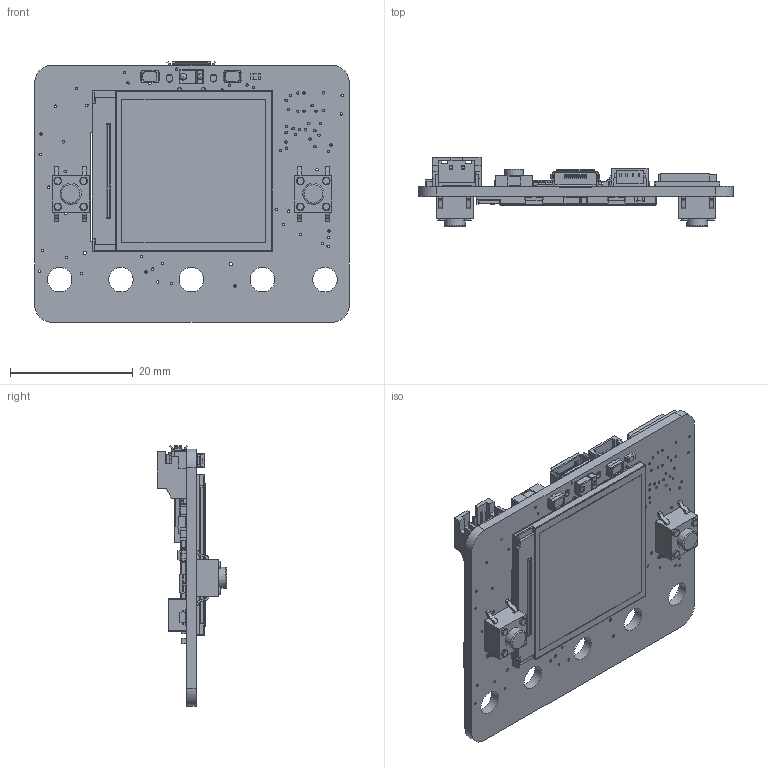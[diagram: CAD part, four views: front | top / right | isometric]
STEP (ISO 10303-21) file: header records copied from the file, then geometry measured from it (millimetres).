
FILE_DESCRIPTION(/* description */ (''),/* implementation_level */ '2;1');
FILE_NAME(/* name */ 'Clue Rev C v9.step',/* time_stamp */ '2020-02-05T15:21:08-05:00',/* author */ (''),/* organization */ (''),/* preprocessor_version */ 'ST-DEVELOPER v18',/* originating_system */ 'Autodesk Translation Framework v8.12.0.6',/* authorisation */ '');
FILE_SCHEMA (('AUTOMOTIVE_DESIGN { 1 0 10303 214 3 1 1 }'));
Products named in the file (30): Clue Rev C; PCB Component; Board; KMR2; AP2112(3.3V); JSTPH; 4u20329; MBR120; RED; MDBT50; GD25Q16; WS2812B3535; 10K; 10uF; DNP; 6mm; LSM6DS33; LIS3MDL; APDS-9960; SHT30; MIC_PDM; BMP280; STEMMA_I2C_QT; DISP_LCD_ST7789_1.3IN; BSS138; L130-5780001400001; SPEAKER_BUZZER5MM; 1N4148; FPC-connector-24pin v3; blinka
Assembly tree (55 placements, depth 3):
  Clue Rev C
    PCB Component
      Board
      KMR2
      AP2112(3.3V)
      JSTPH
      4u20329
      MBR120  x2
      RED
      MDBT50
      GD25Q16
      WS2812B3535
      10K  x18
      10uF  x6
      DNP
      6mm  x2
      LSM6DS33
      LIS3MDL
      APDS-9960
      SHT30
      MIC_PDM
      BMP280
      STEMMA_I2C_QT
      DISP_LCD_ST7789_1.3IN
      BSS138  x2
      L130-5780001400001  x2
      SPEAKER_BUZZER5MM
      1N4148
      FPC-connector-24pin v3
      blinka
Bounding box: 51.4 x 11.37 x 42.59 mm (x, y, z)
Volume: 5314.1 mm3; surface area: 11104.9 mm2
Topology: 120 solids, 120 shells, 2683 faces, 6971 edges, 4541 vertices
Faces by surface type: plane 2160, cylinder 448, bspline 32, sphere 27, torus 14, cone 2
Full cylindrical faces by diameter (mm): 0.2 x2, 0.3 x1, 0.394 x134, 0.5 x2, 0.65 x1, 0.7 x2, 0.8 x2, 0.9 x1, 1 x1, 1.1 x1, 1.219 x8, 1.5 x1, 3 x2, 4 x5
Entity records: 69871 total; most frequent: CARTESIAN_POINT 12196, ORIENTED_EDGE 11466, DIRECTION 11124, EDGE_CURVE 5733, LINE 4830, VECTOR 4830, VERTEX_POINT 3733, AXIS2_PLACEMENT_3D 3147
